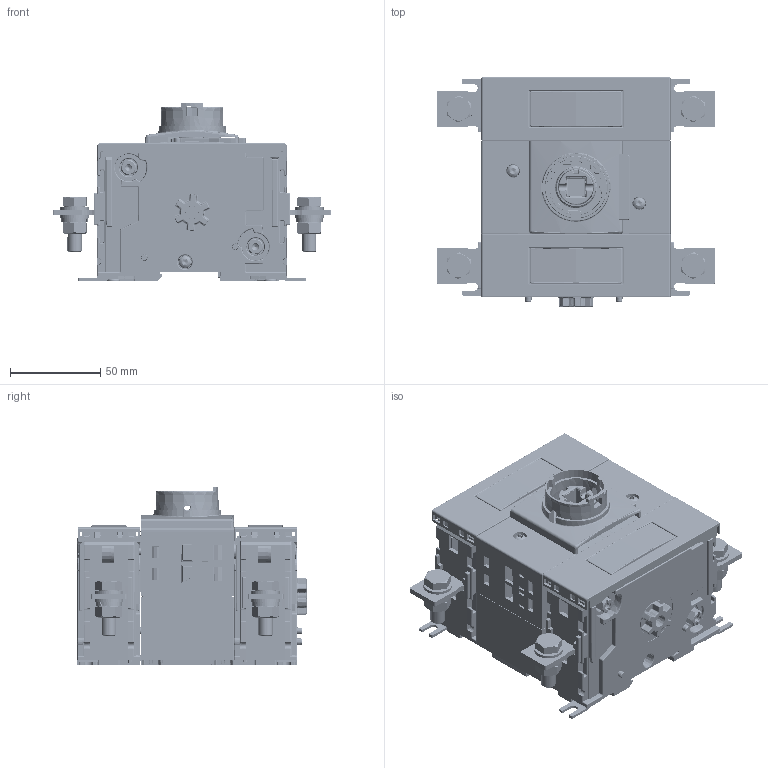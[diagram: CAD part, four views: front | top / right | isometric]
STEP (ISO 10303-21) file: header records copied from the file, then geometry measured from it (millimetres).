
FILE_DESCRIPTION(/* description */ (''),/* implementation_level */ '2;1');
FILE_NAME(/* name */ '3d_GLD0160-0315_T2.stp',/* time_stamp */ '2023-07-12T17:24:30+02:00',/* author */ (''),/* organization */ (''),/* preprocessor_version */ 'ST-DEVELOPER v16.7',/* originating_system */ 'SIEMENS PLM Software NX 12.0',/* authorisation */ '');
FILE_SCHEMA (('AUTOMOTIVE_DESIGN { 1 0 10303 214 3 1 1 1 }'));
Products named in the file (3): 3D_GLD0160-0315_T2_Mostrine; 3D_GLD0160-0315_T2_Bulloni; 3d_GLD0160-0315_T2
Assembly tree (2 placements, depth 2):
  3d_GLD0160-0315_T2
    3D_GLD0160-0315_T2_Bulloni
    3D_GLD0160-0315_T2_Mostrine
Bounding box: 154.85 x 127.2 x 98.9 mm (x, y, z)
Surface area: 183747.2 mm2 (no closed solid volume)
Topology: 0 solids, 86 shells, 5183 faces, 16373 edges, 10916 vertices
Faces by surface type: plane 2120, cylinder 1677, bspline 649, cone 342, sphere 211, torus 182, extrusion 2
Full cylindrical faces by diameter (mm): 2 x2, 2.1 x36, 3.31 x4, 3.4 x6, 3.443 x1, 4 x2, 7.3 x4, 8 x4, 11.63 x4, 16 x8, 20.1 x1
Entity records: 207016 total; most frequent: CARTESIAN_POINT 69464, DIRECTION 27703, ORIENTED_EDGE 27586, EDGE_CURVE 15825, VERTEX_POINT 10786, AXIS2_PLACEMENT_3D 9545, VECTOR 8613, LINE 8611
